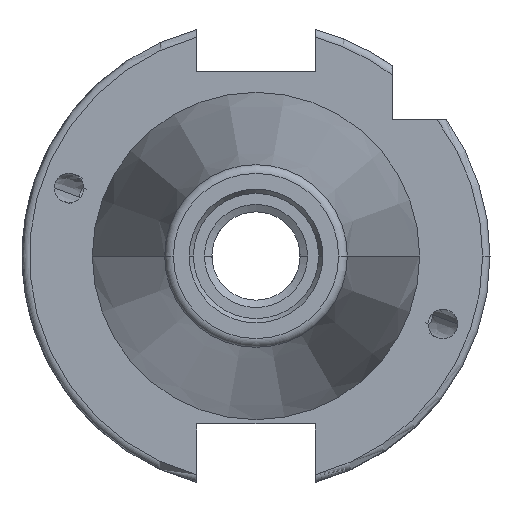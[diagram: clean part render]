
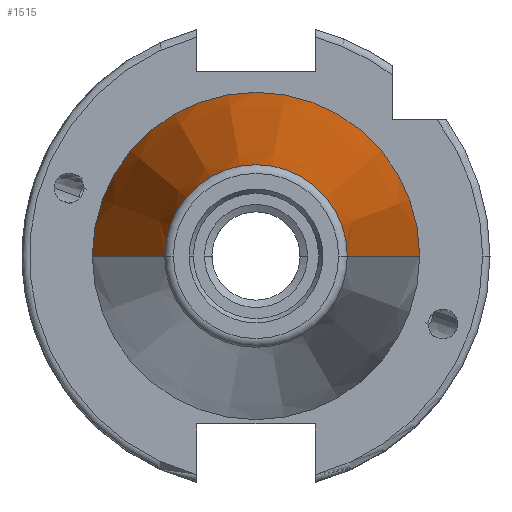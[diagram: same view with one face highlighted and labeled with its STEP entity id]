
A CAD part, left-side view. The second image highlights one B-rep face of the part: STEP entity #1515.
In plain terms, the highlighted conical face has half-angle 8.297 degrees and reference radius 22.225 mm.
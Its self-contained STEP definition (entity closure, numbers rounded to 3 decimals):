
#131 = CARTESIAN_POINT ( 'NONE',  ( -19.1, -22.225, 0. ) ) ;
#175 = DIRECTION ( 'NONE',  ( 0.99, -0.144, 0. ) ) ;
#260 = CARTESIAN_POINT ( 'NONE',  ( -86.473, -12.4, 0. ) ) ;
#299 = ORIENTED_EDGE ( 'NONE', *, *, #2318, .T. ) ;
#305 = VERTEX_POINT ( 'NONE', #131 ) ;
#385 = LINE ( 'NONE', #2649, #715 ) ;
#414 = VERTEX_POINT ( 'NONE', #2936 ) ;
#499 = EDGE_LOOP ( 'NONE', ( #1690, #4280, #299, #514 ) ) ;
#514 = ORIENTED_EDGE ( 'NONE', *, *, #1024, .F. ) ;
#690 = VECTOR ( 'NONE', #2323, 1000. ) ;
#715 = VECTOR ( 'NONE', #175, 1000. ) ;
#947 = CIRCLE ( 'NONE', #1501, 12.4 ) ;
#1024 = EDGE_CURVE ( 'NONE', #414, #4449, #2966, .T. ) ;
#1126 = CARTESIAN_POINT ( 'NONE',  ( -19.1, 22.225, 0. ) ) ;
#1195 = FACE_OUTER_BOUND ( 'NONE', #499, .T. ) ;
#1285 = DIRECTION ( 'NONE',  ( -1., 0., 0. ) ) ;
#1341 = CIRCLE ( 'NONE', #2714, 22.225 ) ;
#1501 = AXIS2_PLACEMENT_3D ( 'NONE', #1909, #1285, #3651 ) ;
#1515 = ADVANCED_FACE ( 'NONE', ( #1195 ), #3562, .T. ) ;
#1690 = ORIENTED_EDGE ( 'NONE', *, *, #3202, .F. ) ;
#1909 = CARTESIAN_POINT ( 'NONE',  ( -86.473, 0., 0. ) ) ;
#2054 = DIRECTION ( 'NONE',  ( 0., 1., 0. ) ) ;
#2187 = VERTEX_POINT ( 'NONE', #260 ) ;
#2318 = EDGE_CURVE ( 'NONE', #305, #4449, #1341, .T. ) ;
#2323 = DIRECTION ( 'NONE',  ( 0.99, 0.144, 0. ) ) ;
#2426 = CARTESIAN_POINT ( 'NONE',  ( -19.1, 0., 0. ) ) ;
#2501 = EDGE_CURVE ( 'NONE', #2187, #305, #385, .T. ) ;
#2649 = CARTESIAN_POINT ( 'NONE',  ( -19.1, -22.225, 0. ) ) ;
#2714 = AXIS2_PLACEMENT_3D ( 'NONE', #2770, #4166, #3769 ) ;
#2770 = CARTESIAN_POINT ( 'NONE',  ( -19.1, 0., 0. ) ) ;
#2936 = CARTESIAN_POINT ( 'NONE',  ( -86.473, 12.4, 0. ) ) ;
#2966 = LINE ( 'NONE', #4413, #690 ) ;
#3202 = EDGE_CURVE ( 'NONE', #2187, #414, #947, .T. ) ;
#3234 = DIRECTION ( 'NONE',  ( 1., 0., 0. ) ) ;
#3562 = CONICAL_SURFACE ( 'NONE', #4178, 22.225, 0.145 ) ;
#3651 = DIRECTION ( 'NONE',  ( 0., -1., 0. ) ) ;
#3769 = DIRECTION ( 'NONE',  ( 0., -1., 0. ) ) ;
#4166 = DIRECTION ( 'NONE',  ( -1., 0., 0. ) ) ;
#4178 = AXIS2_PLACEMENT_3D ( 'NONE', #2426, #3234, #2054 ) ;
#4280 = ORIENTED_EDGE ( 'NONE', *, *, #2501, .T. ) ;
#4413 = CARTESIAN_POINT ( 'NONE',  ( -19.1, 22.225, 0. ) ) ;
#4449 = VERTEX_POINT ( 'NONE', #1126 ) ;
